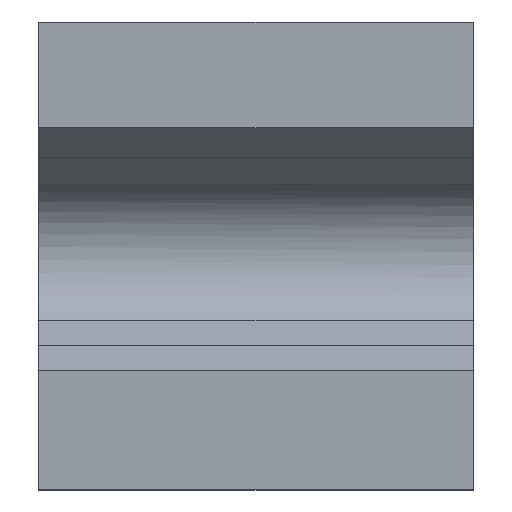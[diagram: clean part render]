
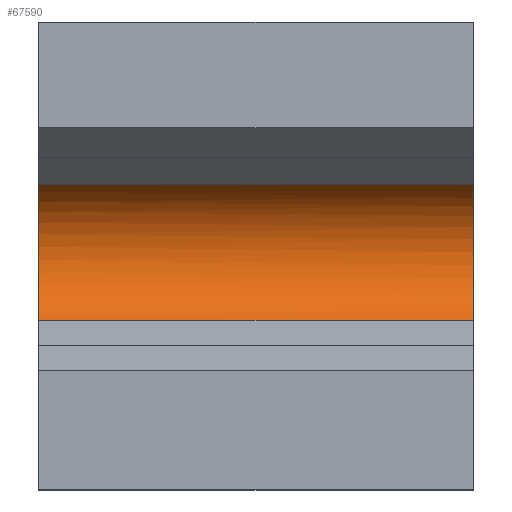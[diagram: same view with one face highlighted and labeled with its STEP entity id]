
A CAD part, top view. The second image highlights one B-rep face of the part: STEP entity #67590.
In plain terms, the highlighted free-form (B-spline) face has degree [3, 1] with [4, 2] control points.
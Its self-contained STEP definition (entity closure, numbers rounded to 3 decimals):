
#67160 = CARTESIAN_POINT ('', (0.001, 23.5, 54.));
#67170 = VERTEX_POINT ('', #67160);
#67180 = CARTESIAN_POINT ('', (66.999, 23.5, 54.));
#67190 = VERTEX_POINT ('', #67180);
#67200 = CARTESIAN_POINT ('', (0.001, 23.5, 54.));
#67210 = CARTESIAN_POINT ('', (66.999, 23.5, 54.));
#67220 = B_SPLINE_CURVE_WITH_KNOTS ('', 1, (#67200, #67210), .UNSPECIFIED., .F., .U., (2, 2), (0., 1.), .UNSPECIFIED.);
#67230 = EDGE_CURVE ('', #67170, #67190, #67220, .T.);
#67240 = ORIENTED_EDGE ('', *, *, #67230, .T.);
#67250 = CARTESIAN_POINT ('', (66.999, 48.5, 54.));
#67260 = VERTEX_POINT ('', #67250);
#67270 = CARTESIAN_POINT ('', (66.999, 23.5, 54.));
#67280 = CARTESIAN_POINT ('', (66.999, 23.5, 29.));
#67290 = CARTESIAN_POINT ('', (66.999, 48.5, 29.));
#67300 = CARTESIAN_POINT ('', (66.999, 48.5, 54.));
#67310 = (
   BOUNDED_CURVE ()
   B_SPLINE_CURVE (3, (#67270, #67280, #67290, #67300), .UNSPECIFIED., .F., .U.)
   B_SPLINE_CURVE_WITH_KNOTS ((4, 4), (0., 1.), .UNSPECIFIED.)
   CURVE ()
   GEOMETRIC_REPRESENTATION_ITEM ()
   RATIONAL_B_SPLINE_CURVE ((1., 0.333, 0.333, 1.))
   REPRESENTATION_ITEM ('')
);
#67320 = EDGE_CURVE ('', #67190, #67260, #67310, .T.);
#67330 = ORIENTED_EDGE ('', *, *, #67320, .T.);
#67340 = CARTESIAN_POINT ('', (0.001, 48.5, 54.));
#67350 = VERTEX_POINT ('', #67340);
#67360 = CARTESIAN_POINT ('', (66.999, 48.5, 54.));
#67370 = CARTESIAN_POINT ('', (0.001, 48.5, 54.));
#67380 = B_SPLINE_CURVE_WITH_KNOTS ('', 1, (#67360, #67370), .UNSPECIFIED., .F., .U., (2, 2), (0., 1.), .UNSPECIFIED.);
#67390 = EDGE_CURVE ('', #67260, #67350, #67380, .T.);
#67400 = ORIENTED_EDGE ('', *, *, #67390, .T.);
#67410 = CARTESIAN_POINT ('', (0.001, 48.5, 54.));
#67420 = CARTESIAN_POINT ('', (0.001, 48.5, 29.));
#67430 = CARTESIAN_POINT ('', (0.001, 23.5, 29.));
#67440 = CARTESIAN_POINT ('', (0.001, 23.5, 54.));
#67450 = (
   BOUNDED_CURVE ()
   B_SPLINE_CURVE (3, (#67410, #67420, #67430, #67440), .UNSPECIFIED., .F., .U.)
   B_SPLINE_CURVE_WITH_KNOTS ((4, 4), (0., 1.), .UNSPECIFIED.)
   CURVE ()
   GEOMETRIC_REPRESENTATION_ITEM ()
   RATIONAL_B_SPLINE_CURVE ((1., 0.333, 0.333, 1.))
   REPRESENTATION_ITEM ('')
);
#67460 = EDGE_CURVE ('', #67350, #67170, #67450, .T.);
#67470 = ORIENTED_EDGE ('', *, *, #67460, .T.);
#67480 = EDGE_LOOP ('', (#67240, #67330, #67400, #67470));
#67490 = FACE_OUTER_BOUND ('', #67480, .T.);
#67500 = CARTESIAN_POINT ('', (-6.699, 48.5, 54.));
#67510 = CARTESIAN_POINT ('', (73.699, 48.5, 54.));
#67520 = CARTESIAN_POINT ('', (-6.699, 48.5, 29.));
#67530 = CARTESIAN_POINT ('', (73.699, 48.5, 29.));
#67540 = CARTESIAN_POINT ('', (-6.699, 23.5, 29.));
#67550 = CARTESIAN_POINT ('', (73.699, 23.5, 29.));
#67560 = CARTESIAN_POINT ('', (-6.699, 23.5, 54.));
#67570 = CARTESIAN_POINT ('', (73.699, 23.5, 54.));
#67580 = (
   BOUNDED_SURFACE ()
   B_SPLINE_SURFACE (3, 1, ((#67500, #67510), (#67520, #67530), (#67540, #67550), (#67560, #67570)), .UNSPECIFIED., .F., .F., .U.)
   B_SPLINE_SURFACE_WITH_KNOTS ((4, 4), (2, 2), (0., 1.), (0., 1.), .UNSPECIFIED.)
   SURFACE ()
   GEOMETRIC_REPRESENTATION_ITEM ()
   RATIONAL_B_SPLINE_SURFACE (((1., 1.), (0.333, 0.333), (0.333, 0.333), (1., 1.)))
   REPRESENTATION_ITEM ('')
);
#67590 = ADVANCED_FACE ('', (#67490), #67580, .T.);
